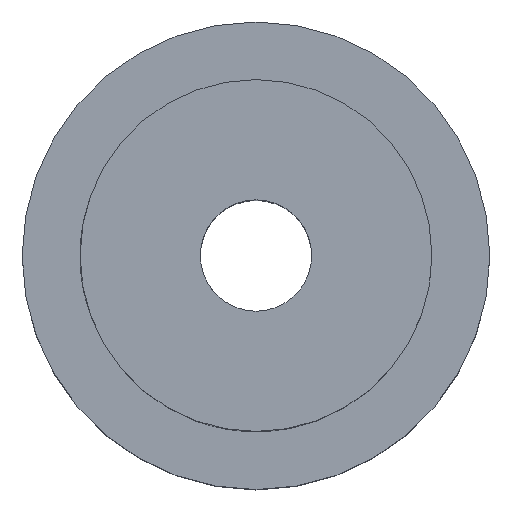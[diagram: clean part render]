
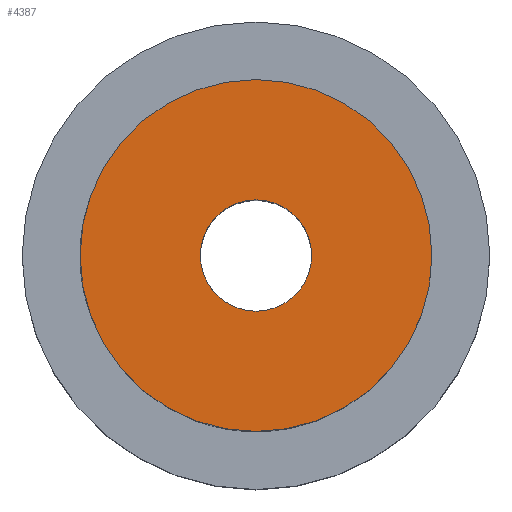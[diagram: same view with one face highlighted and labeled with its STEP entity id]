
A CAD part, top view. The second image highlights one B-rep face of the part: STEP entity #4387.
In plain terms, the highlighted planar face has unit normal (0, 0, 1).
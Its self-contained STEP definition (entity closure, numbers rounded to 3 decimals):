
#20=FACE_BOUND('',#714,.T.);
#27=CIRCLE('',#4637,2.5);
#29=CIRCLE('',#4640,7.9);
#397=PLANE('',#4642);
#466=FACE_OUTER_BOUND('',#713,.T.);
#713=EDGE_LOOP('',(#3007));
#714=EDGE_LOOP('',(#3008));
#1581=VERTEX_POINT('',#9518);
#1583=VERTEX_POINT('',#9524);
#2115=EDGE_CURVE('',#1581,#1581,#27,.T.);
#2118=EDGE_CURVE('',#1583,#1583,#29,.T.);
#3007=ORIENTED_EDGE('',*,*,#2118,.T.);
#3008=ORIENTED_EDGE('',*,*,#2115,.T.);
#4387=ADVANCED_FACE('',(#466,#20),#397,.T.);
#4637=AXIS2_PLACEMENT_3D('',#9519,#5325,#5326);
#4640=AXIS2_PLACEMENT_3D('',#9525,#5332,#5333);
#4642=AXIS2_PLACEMENT_3D('',#9529,#5337,#5338);
#5325=DIRECTION('center_axis',(0.,0.,-1.));
#5326=DIRECTION('ref_axis',(-1.,0.,0.));
#5332=DIRECTION('center_axis',(0.,0.,1.));
#5333=DIRECTION('ref_axis',(-1.,0.,0.));
#5337=DIRECTION('center_axis',(0.,0.,1.));
#5338=DIRECTION('ref_axis',(-1.,0.,0.));
#9518=CARTESIAN_POINT('',(2.5,0.,12.));
#9519=CARTESIAN_POINT('Origin',(0.,0.,12.));
#9524=CARTESIAN_POINT('',(7.9,0.,12.));
#9525=CARTESIAN_POINT('Origin',(0.,0.,12.));
#9529=CARTESIAN_POINT('Origin',(0.,0.,12.));
